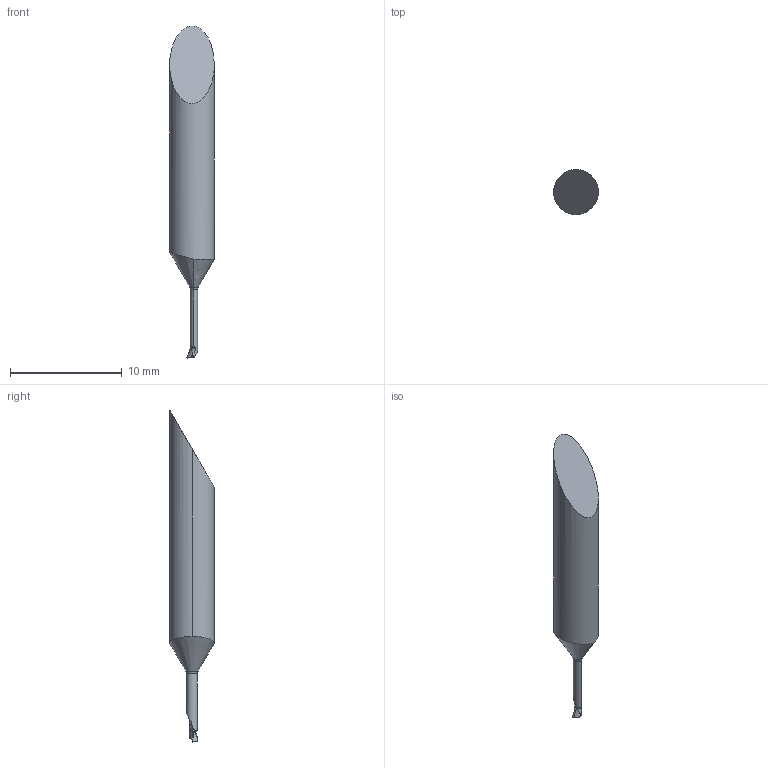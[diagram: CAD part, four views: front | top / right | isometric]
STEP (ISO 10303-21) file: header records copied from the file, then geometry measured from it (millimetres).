
FILE_DESCRIPTION(/* description */ (''),/* implementation_level */ '2;1');
FILE_NAME(/* name */ '1624275900664.stp',/* time_stamp */ '2021-06-21T17:15:13+06:00',/* author */ (''),/* organization */ ('SMS'),/* preprocessor_version */ 'ST-DEVELOPER v16.7',/* originating_system */ 'SIEMENS PLM Software NX 12.0',/* authorisation */ '');
FILE_SCHEMA (('AUTOMOTIVE_DESIGN { 1 0 10303 214 3 1 1 1 }'));
Length unit declared in the file: millimetre
Products named in the file (1): 203590720mod000_00
Bounding box: 4 x 4 x 29.71 mm (x, y, z)
Volume: 233 mm3; surface area: 281.3 mm2
Topology: 2 solids, 2 shells, 39 faces, 96 edges, 65 vertices
Faces by surface type: plane 12, bspline 11, cylinder 8, torus 5, cone 3
Entity records: 1558 total; most frequent: CARTESIAN_POINT 702, ORIENTED_EDGE 190, DIRECTION 132, EDGE_CURVE 95, VERTEX_POINT 60, AXIS2_PLACEMENT_3D 54, ADVANCED_FACE 39, FACE_OUTER_BOUND 39
